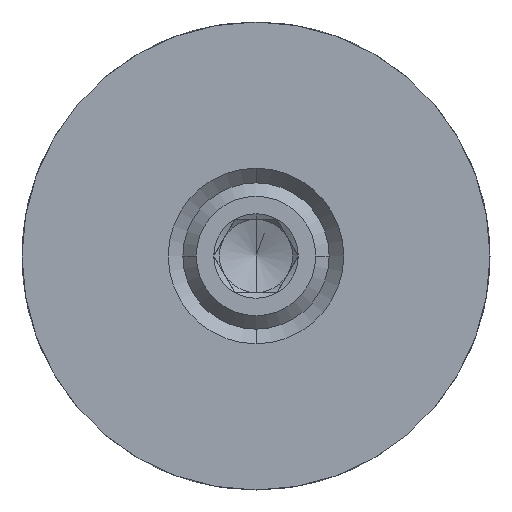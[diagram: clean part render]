
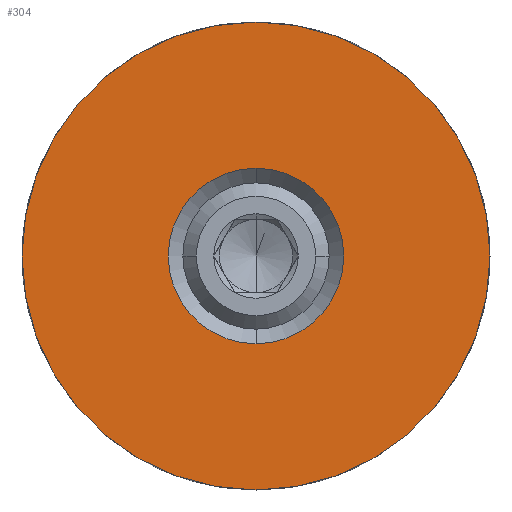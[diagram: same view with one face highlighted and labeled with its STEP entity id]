
A CAD part, front view. The second image highlights one B-rep face of the part: STEP entity #304.
In plain terms, the highlighted planar face has unit normal (0, -1, 0).
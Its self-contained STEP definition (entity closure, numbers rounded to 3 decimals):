
#11 = EDGE_CURVE ( 'NONE', #1690, #1637, #2198, .T. ) ;
#67 = VERTEX_POINT ( 'NONE', #523 ) ;
#129 = CARTESIAN_POINT ( 'NONE',  ( 0., 0., 0. ) ) ;
#147 = AXIS2_PLACEMENT_3D ( 'NONE', #1588, #875, #887 ) ;
#258 = AXIS2_PLACEMENT_3D ( 'NONE', #1768, #1738, #714 ) ;
#304 = ADVANCED_FACE ( 'NONE', ( #1079, #2278 ), #531, .F. ) ;
#316 = CARTESIAN_POINT ( 'NONE',  ( 0., 0., 6. ) ) ;
#323 = DIRECTION ( 'NONE',  ( 0., 0., -1. ) ) ;
#362 = DIRECTION ( 'NONE',  ( 0., -1., 0. ) ) ;
#468 = EDGE_CURVE ( 'NONE', #1725, #67, #1292, .T. ) ;
#523 = CARTESIAN_POINT ( 'NONE',  ( 0., 0., 16. ) ) ;
#531 = PLANE ( 'NONE',  #147 ) ;
#616 = AXIS2_PLACEMENT_3D ( 'NONE', #754, #362, #1585 ) ;
#695 = AXIS2_PLACEMENT_3D ( 'NONE', #129, #1188, #323 ) ;
#714 = DIRECTION ( 'NONE',  ( 0., 0., -1. ) ) ;
#743 = EDGE_CURVE ( 'NONE', #67, #1725, #1775, .T. ) ;
#754 = CARTESIAN_POINT ( 'NONE',  ( 0., 0., 0. ) ) ;
#800 = CARTESIAN_POINT ( 'NONE',  ( 0., 0., 0. ) ) ;
#858 = CARTESIAN_POINT ( 'NONE',  ( 0., 0., -16. ) ) ;
#875 = DIRECTION ( 'NONE',  ( 0., 1., 0. ) ) ;
#887 = DIRECTION ( 'NONE',  ( 0., 0., 1. ) ) ;
#970 = EDGE_CURVE ( 'NONE', #1637, #1690, #1592, .T. ) ;
#975 = CARTESIAN_POINT ( 'NONE',  ( 0., 0., -6. ) ) ;
#1074 = ORIENTED_EDGE ( 'NONE', *, *, #743, .T. ) ;
#1079 = FACE_BOUND ( 'NONE', #1343, .T. ) ;
#1139 = EDGE_LOOP ( 'NONE', ( #1920, #1074 ) ) ;
#1146 = DIRECTION ( 'NONE',  ( 0., 0., -1. ) ) ;
#1188 = DIRECTION ( 'NONE',  ( 0., -1., 0. ) ) ;
#1292 = CIRCLE ( 'NONE', #258, 16. ) ;
#1343 = EDGE_LOOP ( 'NONE', ( #1549, #1990 ) ) ;
#1549 = ORIENTED_EDGE ( 'NONE', *, *, #11, .F. ) ;
#1585 = DIRECTION ( 'NONE',  ( 0., 0., -1. ) ) ;
#1588 = CARTESIAN_POINT ( 'NONE',  ( -16., 0., 0. ) ) ;
#1592 = CIRCLE ( 'NONE', #616, 6. ) ;
#1637 = VERTEX_POINT ( 'NONE', #316 ) ;
#1690 = VERTEX_POINT ( 'NONE', #975 ) ;
#1725 = VERTEX_POINT ( 'NONE', #858 ) ;
#1738 = DIRECTION ( 'NONE',  ( 0., -1., 0. ) ) ;
#1768 = CARTESIAN_POINT ( 'NONE',  ( 0., 0., 0. ) ) ;
#1775 = CIRCLE ( 'NONE', #1924, 16. ) ;
#1817 = DIRECTION ( 'NONE',  ( 0., -1., 0. ) ) ;
#1920 = ORIENTED_EDGE ( 'NONE', *, *, #468, .T. ) ;
#1924 = AXIS2_PLACEMENT_3D ( 'NONE', #800, #1817, #1146 ) ;
#1990 = ORIENTED_EDGE ( 'NONE', *, *, #970, .F. ) ;
#2198 = CIRCLE ( 'NONE', #695, 6. ) ;
#2278 = FACE_OUTER_BOUND ( 'NONE', #1139, .T. ) ;
